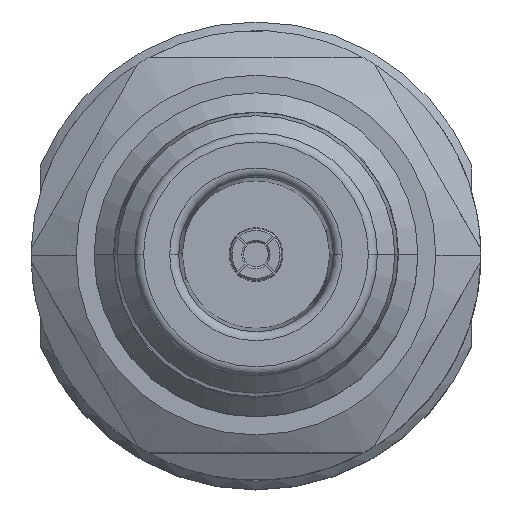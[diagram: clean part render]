
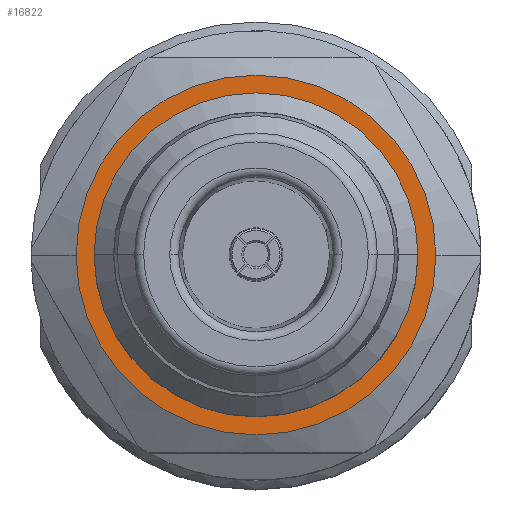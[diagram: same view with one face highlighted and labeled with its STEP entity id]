
A CAD part, top view. The second image highlights one B-rep face of the part: STEP entity #16822.
In plain terms, the highlighted planar face has unit normal (0, 0, 1).
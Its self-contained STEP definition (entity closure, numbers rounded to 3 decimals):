
#596 = CARTESIAN_POINT ( 'NONE',  ( 0., 0., -22.1 ) ) ;
#1000 = EDGE_LOOP ( 'NONE', ( #17812, #3197 ) ) ;
#1683 = CARTESIAN_POINT ( 'NONE',  ( 9., 0., -22.1 ) ) ;
#1733 = CARTESIAN_POINT ( 'NONE',  ( 0., 9., -22.1 ) ) ;
#2085 = CARTESIAN_POINT ( 'NONE',  ( 0., 0., -22.1 ) ) ;
#2093 = CARTESIAN_POINT ( 'NONE',  ( -9., 0., -22.1 ) ) ;
#2338 = DIRECTION ( 'NONE',  ( 1., 0., 0. ) ) ;
#3147 = CIRCLE ( 'NONE', #16092, 9. ) ;
#3197 = ORIENTED_EDGE ( 'NONE', *, *, #9716, .T. ) ;
#3203 = FACE_OUTER_BOUND ( 'NONE', #1000, .T. ) ;
#3323 = EDGE_CURVE ( 'NONE', #16920, #15704, #3147, .T. ) ;
#3484 = AXIS2_PLACEMENT_3D ( 'NONE', #1733, #7237, #19094 ) ;
#3951 = EDGE_CURVE ( 'NONE', #15704, #16920, #8729, .T. ) ;
#4683 = ORIENTED_EDGE ( 'NONE', *, *, #3951, .F. ) ;
#5545 = CARTESIAN_POINT ( 'NONE',  ( 0., 0., -22.1 ) ) ;
#5556 = DIRECTION ( 'NONE',  ( 0., 0., 1. ) ) ;
#5934 = VERTEX_POINT ( 'NONE', #15643 ) ;
#7129 = VERTEX_POINT ( 'NONE', #19040 ) ;
#7237 = DIRECTION ( 'NONE',  ( 0., 0., -1. ) ) ;
#8086 = DIRECTION ( 'NONE',  ( 1., 0., 0. ) ) ;
#8729 = CIRCLE ( 'NONE', #18178, 9. ) ;
#9101 = CARTESIAN_POINT ( 'NONE',  ( 0., 0., -22.1 ) ) ;
#9278 = PLANE ( 'NONE',  #3484 ) ;
#9716 = EDGE_CURVE ( 'NONE', #7129, #5934, #20139, .T. ) ;
#10524 = DIRECTION ( 'NONE',  ( 1., 0., 0. ) ) ;
#11125 = EDGE_CURVE ( 'NONE', #5934, #7129, #18070, .T. ) ;
#11261 = ORIENTED_EDGE ( 'NONE', *, *, #3323, .F. ) ;
#11283 = EDGE_LOOP ( 'NONE', ( #4683, #11261 ) ) ;
#12139 = DIRECTION ( 'NONE',  ( 0., 0., 1. ) ) ;
#12214 = DIRECTION ( 'NONE',  ( 0., 0., 1. ) ) ;
#13233 = FACE_BOUND ( 'NONE', #11283, .T. ) ;
#13566 = DIRECTION ( 'NONE',  ( 1., 0., 0. ) ) ;
#15643 = CARTESIAN_POINT ( 'NONE',  ( -10., 0., -22.1 ) ) ;
#15704 = VERTEX_POINT ( 'NONE', #1683 ) ;
#16081 = AXIS2_PLACEMENT_3D ( 'NONE', #9101, #12214, #8086 ) ;
#16092 = AXIS2_PLACEMENT_3D ( 'NONE', #2085, #12139, #13566 ) ;
#16224 = AXIS2_PLACEMENT_3D ( 'NONE', #596, #5556, #2338 ) ;
#16822 = ADVANCED_FACE ( 'NONE', ( #13233, #3203 ), #9278, .F. ) ;
#16920 = VERTEX_POINT ( 'NONE', #2093 ) ;
#17059 = DIRECTION ( 'NONE',  ( 0., 0., 1. ) ) ;
#17812 = ORIENTED_EDGE ( 'NONE', *, *, #11125, .T. ) ;
#18070 = CIRCLE ( 'NONE', #16224, 10. ) ;
#18178 = AXIS2_PLACEMENT_3D ( 'NONE', #5545, #17059, #10524 ) ;
#19040 = CARTESIAN_POINT ( 'NONE',  ( 10., 0., -22.1 ) ) ;
#19094 = DIRECTION ( 'NONE',  ( -1., 0., 0. ) ) ;
#20139 = CIRCLE ( 'NONE', #16081, 10. ) ;
